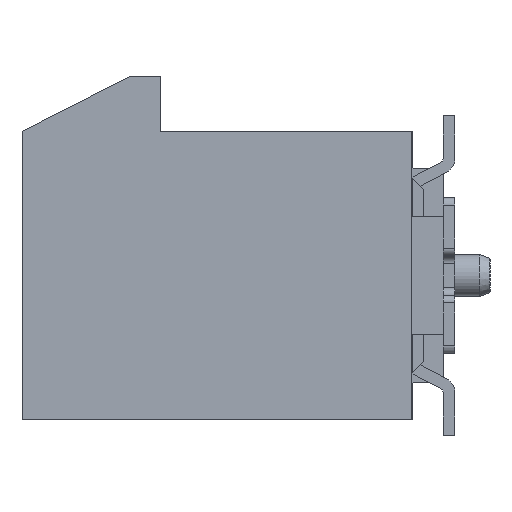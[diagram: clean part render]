
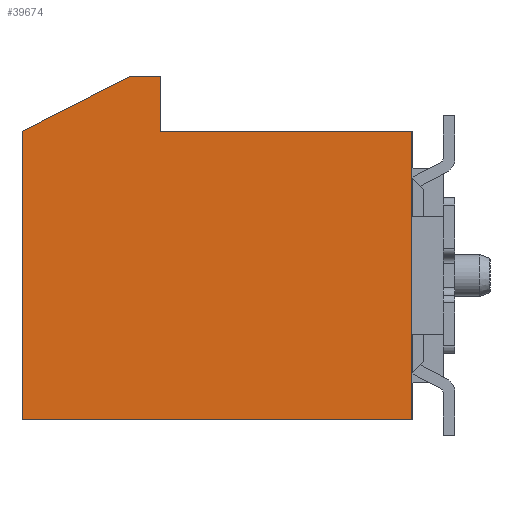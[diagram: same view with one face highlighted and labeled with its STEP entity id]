
A CAD part, left-side view. The second image highlights one B-rep face of the part: STEP entity #39674.
In plain terms, the highlighted planar face has unit normal (-1, 0, 0).
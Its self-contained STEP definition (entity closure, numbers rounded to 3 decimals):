
#1083 = VECTOR ( 'NONE', #18238, 1000. ) ;
#2371 = CARTESIAN_POINT ( 'NONE',  ( -14.65, 8.35, 5.1 ) ) ;
#2748 = ORIENTED_EDGE ( 'NONE', *, *, #24618, .T. ) ;
#3253 = CARTESIAN_POINT ( 'NONE',  ( -14.65, 1.1, 3.7 ) ) ;
#4528 = CARTESIAN_POINT ( 'NONE',  ( -14.65, 1.1, -3.7 ) ) ;
#4593 = VERTEX_POINT ( 'NONE', #39293 ) ;
#5292 = LINE ( 'NONE', #14204, #22806 ) ;
#6752 = VERTEX_POINT ( 'NONE', #22174 ) ;
#7125 = ORIENTED_EDGE ( 'NONE', *, *, #20575, .T. ) ;
#7548 = CARTESIAN_POINT ( 'NONE',  ( -14.65, 1.1, -3.7 ) ) ;
#8451 = EDGE_CURVE ( 'NONE', #4593, #45793, #22387, .T. ) ;
#8681 = EDGE_LOOP ( 'NONE', ( #16356, #2748, #7125, #42267, #28241, #51004, #44620 ) ) ;
#9019 = DIRECTION ( 'NONE',  ( 0., -1., 0. ) ) ;
#10020 = DIRECTION ( 'NONE',  ( 0., 0., 1. ) ) ;
#12024 = DIRECTION ( 'NONE',  ( 1., 0., 0. ) ) ;
#12881 = DIRECTION ( 'NONE',  ( 0., 0., 1. ) ) ;
#14204 = CARTESIAN_POINT ( 'NONE',  ( -14.65, 11.1, -3.7 ) ) ;
#14615 = DIRECTION ( 'NONE',  ( 0., 1., 0. ) ) ;
#15172 = AXIS2_PLACEMENT_3D ( 'NONE', #16763, #12024, #21449 ) ;
#15451 = CARTESIAN_POINT ( 'NONE',  ( -14.65, 111.507, 3.7 ) ) ;
#16083 = VERTEX_POINT ( 'NONE', #3253 ) ;
#16356 = ORIENTED_EDGE ( 'NONE', *, *, #21120, .F. ) ;
#16763 = CARTESIAN_POINT ( 'NONE',  ( -14.65, 111.507, -3.7 ) ) ;
#16804 = CARTESIAN_POINT ( 'NONE',  ( -14.65, 7.55, 5.1 ) ) ;
#17103 = LINE ( 'NONE', #34553, #18668 ) ;
#18238 = DIRECTION ( 'NONE',  ( 0., 0., 1. ) ) ;
#18668 = VECTOR ( 'NONE', #9019, 1000. ) ;
#19829 = VERTEX_POINT ( 'NONE', #23245 ) ;
#20399 = DIRECTION ( 'NONE',  ( 0., 0.891, -0.454 ) ) ;
#20575 = EDGE_CURVE ( 'NONE', #51995, #16083, #38408, .T. ) ;
#21120 = EDGE_CURVE ( 'NONE', #6752, #31594, #5292, .T. ) ;
#21449 = DIRECTION ( 'NONE',  ( 0., 0., -1. ) ) ;
#21613 = EDGE_CURVE ( 'NONE', #19829, #31594, #53720, .T. ) ;
#22174 = CARTESIAN_POINT ( 'NONE',  ( -14.65, 11.1, -3.7 ) ) ;
#22387 = LINE ( 'NONE', #39319, #1083 ) ;
#22806 = VECTOR ( 'NONE', #10020, 1000. ) ;
#23245 = CARTESIAN_POINT ( 'NONE',  ( -14.65, 8.35, 5.1 ) ) ;
#23304 = EDGE_CURVE ( 'NONE', #4593, #16083, #36520, .T. ) ;
#23892 = CARTESIAN_POINT ( 'NONE',  ( -14.65, 11.1, 3.7 ) ) ;
#24004 = CARTESIAN_POINT ( 'NONE',  ( -14.65, 11.1, 3.7 ) ) ;
#24618 = EDGE_CURVE ( 'NONE', #6752, #51995, #17103, .T. ) ;
#26452 = VECTOR ( 'NONE', #14615, 1000. ) ;
#27261 = VECTOR ( 'NONE', #20399, 1000. ) ;
#28241 = ORIENTED_EDGE ( 'NONE', *, *, #8451, .T. ) ;
#31594 = VERTEX_POINT ( 'NONE', #23892 ) ;
#34553 = CARTESIAN_POINT ( 'NONE',  ( -14.65, 111.507, -3.7 ) ) ;
#36239 = LINE ( 'NONE', #2371, #26452 ) ;
#36246 = VECTOR ( 'NONE', #49561, 1000. ) ;
#36520 = LINE ( 'NONE', #15451, #36246 ) ;
#38408 = LINE ( 'NONE', #4528, #54680 ) ;
#39293 = CARTESIAN_POINT ( 'NONE',  ( -14.65, 7.55, 3.7 ) ) ;
#39319 = CARTESIAN_POINT ( 'NONE',  ( -14.65, 7.55, 5.1 ) ) ;
#39674 = ADVANCED_FACE ( 'NONE', ( #46691 ), #42528, .F. ) ;
#42267 = ORIENTED_EDGE ( 'NONE', *, *, #23304, .F. ) ;
#42528 = PLANE ( 'NONE',  #15172 ) ;
#44620 = ORIENTED_EDGE ( 'NONE', *, *, #21613, .T. ) ;
#45793 = VERTEX_POINT ( 'NONE', #16804 ) ;
#46691 = FACE_OUTER_BOUND ( 'NONE', #8681, .T. ) ;
#49561 = DIRECTION ( 'NONE',  ( 0., -1., 0. ) ) ;
#51004 = ORIENTED_EDGE ( 'NONE', *, *, #51493, .T. ) ;
#51493 = EDGE_CURVE ( 'NONE', #45793, #19829, #36239, .T. ) ;
#51995 = VERTEX_POINT ( 'NONE', #7548 ) ;
#53720 = LINE ( 'NONE', #24004, #27261 ) ;
#54680 = VECTOR ( 'NONE', #12881, 1000. ) ;
